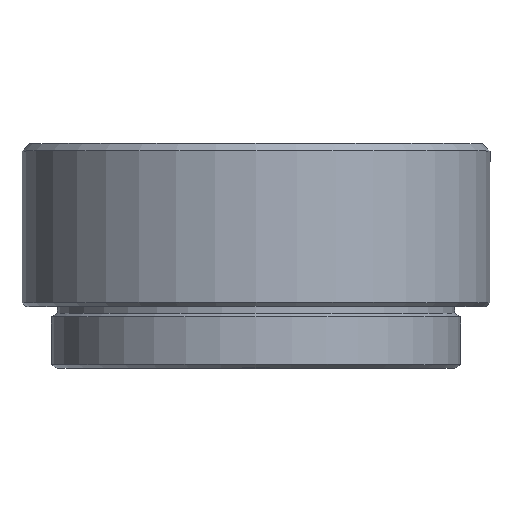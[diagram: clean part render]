
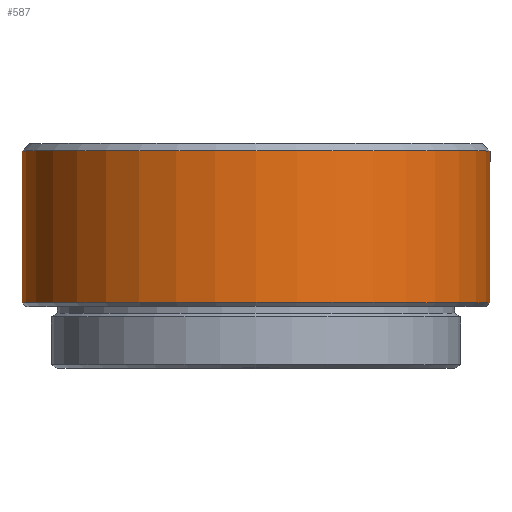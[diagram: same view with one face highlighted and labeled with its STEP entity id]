
A CAD part, top view. The second image highlights one B-rep face of the part: STEP entity #587.
In plain terms, the highlighted cylindrical face has radius 15.875 mm (diameter 31.75 mm), a full revolution.
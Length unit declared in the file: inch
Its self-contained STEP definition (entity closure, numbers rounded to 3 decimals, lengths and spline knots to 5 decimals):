
#553=CARTESIAN_POINT('',(-0.625,0.25154,0.0));
#554=VERTEX_POINT('',#553);
#555=CARTESIAN_POINT('',(0.0,0.25154,0.0));
#556=DIRECTION('',(0.0,1.0,0.0));
#557=DIRECTION('',(-1.0,0.0,0.0));
#558=AXIS2_PLACEMENT_3D('',#555,#556,#557);
#559=CIRCLE('',#558,0.625);
#560=EDGE_CURVE('',#554,#554,#559,.T.);
#568=CARTESIAN_POINT('',(0.0,0.45419,0.0));
#569=DIRECTION('',(0.0,1.0,0.0));
#570=DIRECTION('',(-1.0,0.0,0.0));
#571=AXIS2_PLACEMENT_3D('',#568,#569,#570);
#572=CYLINDRICAL_SURFACE('',#571,0.625);
#573=CARTESIAN_POINT('',(-0.625,0.65685,0.0));
#574=VERTEX_POINT('',#573);
#575=CARTESIAN_POINT('',(0.0,0.65685,0.0));
#576=DIRECTION('',(0.0,1.0,0.0));
#577=DIRECTION('',(-1.0,0.0,0.0));
#578=AXIS2_PLACEMENT_3D('',#575,#576,#577);
#579=CIRCLE('',#578,0.625);
#580=EDGE_CURVE('',#574,#574,#579,.T.);
#581=ORIENTED_EDGE('',*,*,#580,.F.);
#582=EDGE_LOOP('',(#581));
#583=FACE_OUTER_BOUND('',#582,.T.);
#584=ORIENTED_EDGE('',*,*,#560,.T.);
#585=EDGE_LOOP('',(#584));
#586=FACE_BOUND('',#585,.T.);
#587=ADVANCED_FACE('',(#583,#586),#572,.T.);
